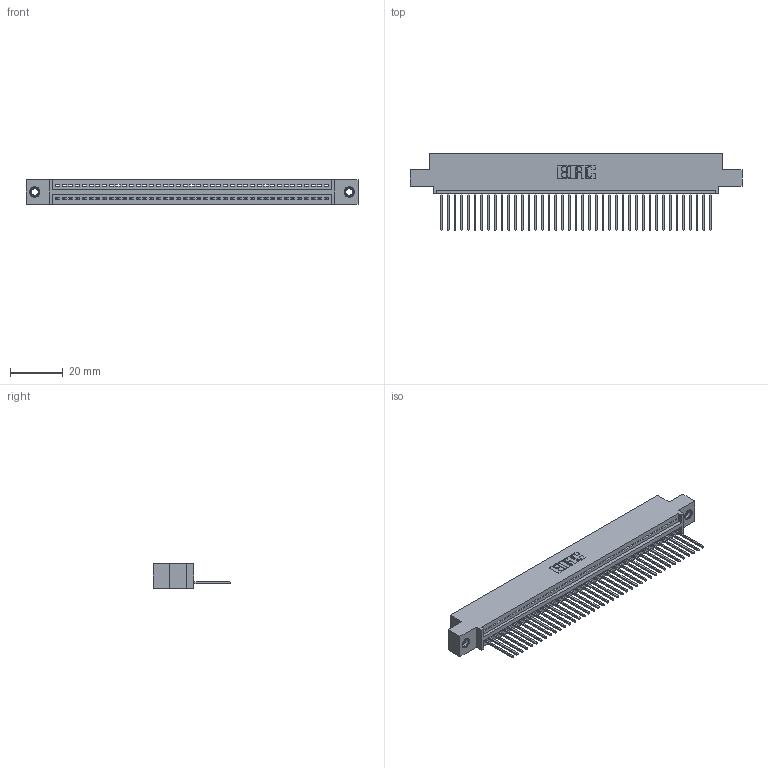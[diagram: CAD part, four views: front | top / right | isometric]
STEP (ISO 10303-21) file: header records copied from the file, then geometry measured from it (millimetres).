
FILE_DESCRIPTION (( 'STEP AP203' ), '1' );
FILE_NAME ('395-041-540-407.STEP', '2018-11-15T03:29:33', ( '' ), ( '' ), 'SwSTEP 2.0', 'SolidWorks 2016', '' );
FILE_SCHEMA (( 'CONFIG_CONTROL_DESIGN' ));
Length unit declared in the file: inch
Products named in the file (4): 345-250-001_345-250-005-103; 345 Part_0.110 Offset - 0.156 Dia-TI; 395-041-540-407; 345-292-001_345-293-140
Assembly tree (44 placements, depth 2):
  395-041-540-407
    345 Part_0.110 Offset - 0.156 Dia-TI
    345-292-001_345-293-140  x41
    345-250-001_345-250-005-103  x2
Bounding box: 125.35 x 29.13 x 9.4 mm (x, y, z)
Volume: 11866.2 mm3; surface area: 16269.5 mm2
Topology: 44 solids, 44 shells, 2568 faces, 7705 edges, 5074 vertices
Faces by surface type: plane 1756, cylinder 796, cone 12, torus 4
Entity records: 32328 total; most frequent: CARTESIAN_POINT 5582, ORIENTED_EDGE 5550, DIRECTION 4903, EDGE_CURVE 2775, LINE 2459, VECTOR 2459, VERTEX_POINT 1844, AXIS2_PLACEMENT_3D 1222
